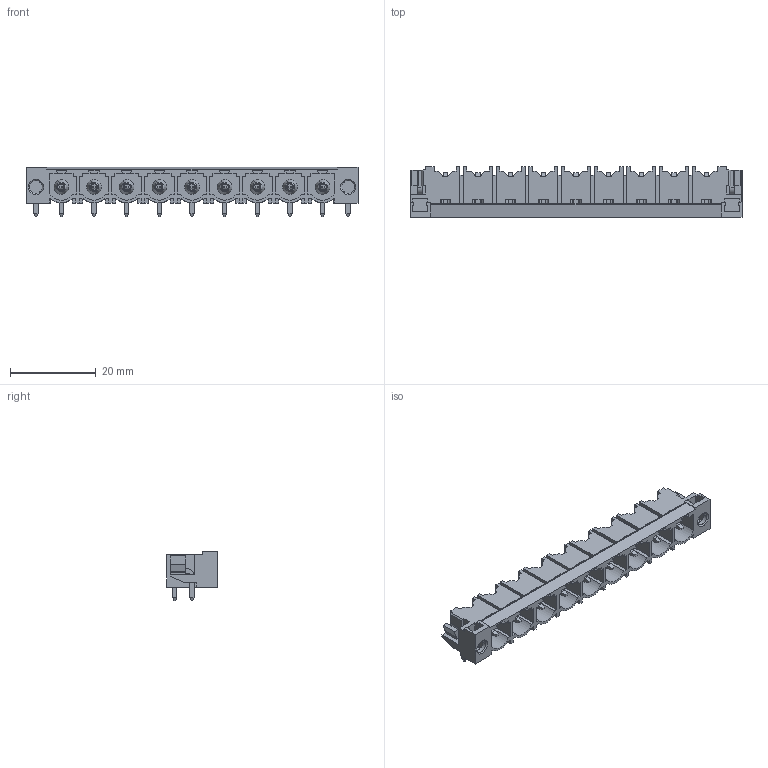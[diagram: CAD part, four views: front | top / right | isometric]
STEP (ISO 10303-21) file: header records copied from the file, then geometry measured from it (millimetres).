
FILE_DESCRIPTION(('CATIA V5 STEP Exchange','CAx-IF Rec.Pracs.--- Model Styling and Organization---1.2---2011-12-15'),'2;1');
FILE_NAME ('D1448502_0_1095990000_1095990000.stp','2018-11-15T10:46:28+00:00',('none'),('Weidmueller'),'CATIA Version 5-6 Release 2014','CATIA V5 STEP AP214','none');
FILE_SCHEMA(('AUTOMOTIVE_DESIGN { 1 0 10303 214 1 1 1 1 }'));
Length unit declared in the file: millimetre
Products named in the file (1): 1095990000
Bounding box: 77.44 x 11.75 x 11.6 mm (x, y, z)
Volume: 2921.5 mm3; surface area: 6921 mm2
Topology: 12 solids, 12 shells, 783 faces, 2181 edges, 1422 vertices
Faces by surface type: plane 657, cylinder 86, cone 22, torus 18
Entity records: 22361 total; most frequent: ORIENTED_EDGE 4362, CARTESIAN_POINT 4081, DIRECTION 2823, EDGE_CURVE 2159, VECTOR 1831, LINE 1831, VERTEX_POINT 1370, EDGE_LOOP 827
